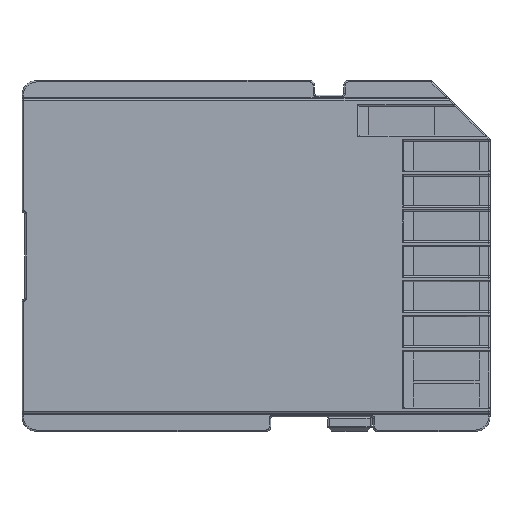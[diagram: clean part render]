
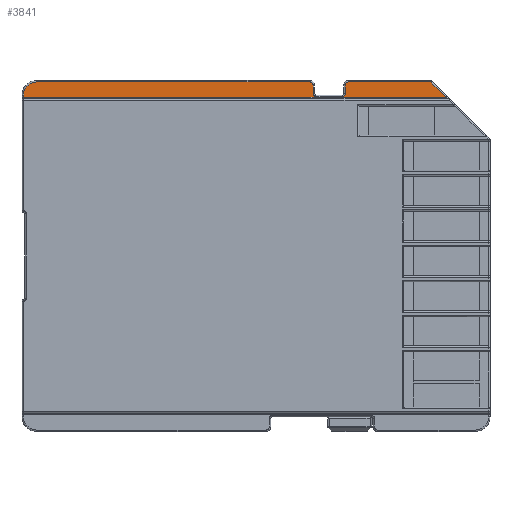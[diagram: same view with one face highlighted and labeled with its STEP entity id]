
A CAD part, front view. The second image highlights one B-rep face of the part: STEP entity #3841.
In plain terms, the highlighted planar face has unit normal (0, -1, 0).
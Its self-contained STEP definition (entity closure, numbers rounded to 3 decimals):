
#49 = CARTESIAN_POINT ( 'NONE',  ( 0.1, 0.7, -1. ) ) ;
#87 = ORIENTED_EDGE ( 'NONE', *, *, #7278, .T. ) ;
#134 = CIRCLE ( 'NONE', #7694, 0.2 ) ;
#181 = VERTEX_POINT ( 'NONE', #3286 ) ;
#206 = CARTESIAN_POINT ( 'NONE',  ( 22.1, 0.7, -1. ) ) ;
#360 = CARTESIAN_POINT ( 'NONE',  ( 19.9, 0.7, -0.3 ) ) ;
#403 = ORIENTED_EDGE ( 'NONE', *, *, #4501, .T. ) ;
#466 = DIRECTION ( 'NONE',  ( 0., 0., -1. ) ) ;
#603 = PLANE ( 'NONE',  #3232 ) ;
#610 = CARTESIAN_POINT ( 'NONE',  ( 20.1, 0.7, -0.9 ) ) ;
#716 = CARTESIAN_POINT ( 'NONE',  ( 19.7, 0.7, -0.1 ) ) ;
#854 = ORIENTED_EDGE ( 'NONE', *, *, #6232, .T. ) ;
#938 = DIRECTION ( 'NONE',  ( 0., -1., 0. ) ) ;
#993 = VERTEX_POINT ( 'NONE', #7143 ) ;
#1114 = DIRECTION ( 'NONE',  ( 0., -1., 0. ) ) ;
#1117 = ORIENTED_EDGE ( 'NONE', *, *, #8608, .F. ) ;
#1227 = CIRCLE ( 'NONE', #7021, 0.2 ) ;
#1234 = DIRECTION ( 'NONE',  ( -1., 0., 0. ) ) ;
#1294 = DIRECTION ( 'NONE',  ( 0., 0., -1. ) ) ;
#1322 = ORIENTED_EDGE ( 'NONE', *, *, #4632, .T. ) ;
#1617 = VERTEX_POINT ( 'NONE', #8054 ) ;
#1657 = CIRCLE ( 'NONE', #5680, 0.2 ) ;
#1705 = ORIENTED_EDGE ( 'NONE', *, *, #6461, .T. ) ;
#1817 = EDGE_LOOP ( 'NONE', ( #1117, #7796, #5459, #4997, #854, #87, #1705, #4336, #5046, #403, #1322, #2442, #4352 ) ) ;
#1883 = VERTEX_POINT ( 'NONE', #49 ) ;
#1986 = DIRECTION ( 'NONE',  ( 0., -1., 0. ) ) ;
#2148 = DIRECTION ( 'NONE',  ( 0., -1., 0. ) ) ;
#2195 = VECTOR ( 'NONE', #1234, 1000. ) ;
#2442 = ORIENTED_EDGE ( 'NONE', *, *, #4273, .F. ) ;
#2491 = CARTESIAN_POINT ( 'NONE',  ( 22.3, 0.7, -0.1 ) ) ;
#2541 = VERTEX_POINT ( 'NONE', #2940 ) ;
#2600 = CARTESIAN_POINT ( 'NONE',  ( 0., 0.7, -1.15 ) ) ;
#2940 = CARTESIAN_POINT ( 'NONE',  ( 29.009, 0.7, -1.15 ) ) ;
#3012 = CARTESIAN_POINT ( 'NONE',  ( 22.3, 0.7, -0.1 ) ) ;
#3040 = VERTEX_POINT ( 'NONE', #3676 ) ;
#3047 = VERTEX_POINT ( 'NONE', #4388 ) ;
#3122 = VERTEX_POINT ( 'NONE', #6633 ) ;
#3150 = CARTESIAN_POINT ( 'NONE',  ( 27.959, 0.7, -0.1 ) ) ;
#3232 = AXIS2_PLACEMENT_3D ( 'NONE', #6144, #1986, #6827 ) ;
#3286 = CARTESIAN_POINT ( 'NONE',  ( 22.1, 0.7, -0.3 ) ) ;
#3288 = LINE ( 'NONE', #2600, #6539 ) ;
#3416 = VECTOR ( 'NONE', #5363, 1000. ) ;
#3446 = CIRCLE ( 'NONE', #8428, 0.2 ) ;
#3575 = DIRECTION ( 'NONE',  ( -0.707, 0., 0.707 ) ) ;
#3624 = CARTESIAN_POINT ( 'NONE',  ( 0.1, 0.7, -1.25 ) ) ;
#3635 = DIRECTION ( 'NONE',  ( 0., 0., -1. ) ) ;
#3676 = CARTESIAN_POINT ( 'NONE',  ( 21.9, 0.7, -1.1 ) ) ;
#3841 = ADVANCED_FACE ( 'NONE', ( #5249 ), #603, .T. ) ;
#3922 = CARTESIAN_POINT ( 'NONE',  ( 20., 0.7, -1.1 ) ) ;
#4273 = EDGE_CURVE ( 'NONE', #3040, #4660, #134, .T. ) ;
#4336 = ORIENTED_EDGE ( 'NONE', *, *, #6137, .T. ) ;
#4352 = ORIENTED_EDGE ( 'NONE', *, *, #4872, .T. ) ;
#4386 = CARTESIAN_POINT ( 'NONE',  ( 22.1, 0.7, -0.9 ) ) ;
#4388 = CARTESIAN_POINT ( 'NONE',  ( 1., 0.7, -0.1 ) ) ;
#4501 = EDGE_CURVE ( 'NONE', #8374, #181, #1657, .T. ) ;
#4612 = DIRECTION ( 'NONE',  ( 0., -1., 0. ) ) ;
#4632 = EDGE_CURVE ( 'NONE', #181, #4660, #7004, .T. ) ;
#4660 = VERTEX_POINT ( 'NONE', #4386 ) ;
#4765 = VERTEX_POINT ( 'NONE', #8655 ) ;
#4872 = EDGE_CURVE ( 'NONE', #3040, #3122, #5280, .T. ) ;
#4997 = ORIENTED_EDGE ( 'NONE', *, *, #7031, .T. ) ;
#5033 = CIRCLE ( 'NONE', #6617, 0.9 ) ;
#5046 = ORIENTED_EDGE ( 'NONE', *, *, #5783, .T. ) ;
#5084 = CARTESIAN_POINT ( 'NONE',  ( 1., 0.7, -1. ) ) ;
#5170 = VECTOR ( 'NONE', #3635, 1000. ) ;
#5249 = FACE_OUTER_BOUND ( 'NONE', #1817, .T. ) ;
#5269 = CARTESIAN_POINT ( 'NONE',  ( 19.7, 0.7, -0.3 ) ) ;
#5280 = LINE ( 'NONE', #3922, #3416 ) ;
#5284 = DIRECTION ( 'NONE',  ( -1., 0., 0. ) ) ;
#5363 = DIRECTION ( 'NONE',  ( -1., 0., 0. ) ) ;
#5451 = DIRECTION ( 'NONE',  ( 0., -1., 0. ) ) ;
#5459 = ORIENTED_EDGE ( 'NONE', *, *, #6918, .T. ) ;
#5479 = VECTOR ( 'NONE', #5284, 1000. ) ;
#5680 = AXIS2_PLACEMENT_3D ( 'NONE', #6293, #2148, #6990 ) ;
#5685 = VECTOR ( 'NONE', #3575, 1000. ) ;
#5758 = VERTEX_POINT ( 'NONE', #3150 ) ;
#5783 = EDGE_CURVE ( 'NONE', #5758, #8374, #8965, .T. ) ;
#5786 = DIRECTION ( 'NONE',  ( 0., 0., -1. ) ) ;
#5966 = DIRECTION ( 'NONE',  ( 0., 0., -1. ) ) ;
#6089 = CARTESIAN_POINT ( 'NONE',  ( 1., 0.7, -0.1 ) ) ;
#6137 = EDGE_CURVE ( 'NONE', #2541, #5758, #7530, .T. ) ;
#6144 = CARTESIAN_POINT ( 'NONE',  ( 0., 0.7, 0. ) ) ;
#6232 = EDGE_CURVE ( 'NONE', #3047, #1883, #5033, .T. ) ;
#6293 = CARTESIAN_POINT ( 'NONE',  ( 22.3, 0.7, -0.3 ) ) ;
#6325 = CARTESIAN_POINT ( 'NONE',  ( 27.929, 0.7, -0.071 ) ) ;
#6330 = EDGE_CURVE ( 'NONE', #993, #1617, #8063, .T. ) ;
#6461 = EDGE_CURVE ( 'NONE', #4765, #2541, #3288, .T. ) ;
#6539 = VECTOR ( 'NONE', #8864, 1000. ) ;
#6617 = AXIS2_PLACEMENT_3D ( 'NONE', #5084, #938, #5786 ) ;
#6633 = CARTESIAN_POINT ( 'NONE',  ( 20.1, 0.7, -1.1 ) ) ;
#6827 = DIRECTION ( 'NONE',  ( 0., 0., -1. ) ) ;
#6918 = EDGE_CURVE ( 'NONE', #1617, #7155, #1227, .T. ) ;
#6956 = VECTOR ( 'NONE', #8495, 1000. ) ;
#6990 = DIRECTION ( 'NONE',  ( 0., 0., -1. ) ) ;
#7004 = LINE ( 'NONE', #206, #5170 ) ;
#7021 = AXIS2_PLACEMENT_3D ( 'NONE', #5269, #1114, #5966 ) ;
#7031 = EDGE_CURVE ( 'NONE', #7155, #3047, #7513, .T. ) ;
#7143 = CARTESIAN_POINT ( 'NONE',  ( 19.9, 0.7, -0.9 ) ) ;
#7155 = VERTEX_POINT ( 'NONE', #716 ) ;
#7169 = LINE ( 'NONE', #3624, #6956 ) ;
#7278 = EDGE_CURVE ( 'NONE', #1883, #4765, #7169, .T. ) ;
#7298 = DIRECTION ( 'NONE',  ( 0., 0., 1. ) ) ;
#7513 = LINE ( 'NONE', #6089, #2195 ) ;
#7530 = LINE ( 'NONE', #6325, #5685 ) ;
#7694 = AXIS2_PLACEMENT_3D ( 'NONE', #8777, #4612, #466 ) ;
#7796 = ORIENTED_EDGE ( 'NONE', *, *, #6330, .T. ) ;
#7833 = VECTOR ( 'NONE', #7298, 1000. ) ;
#8054 = CARTESIAN_POINT ( 'NONE',  ( 19.9, 0.7, -0.3 ) ) ;
#8063 = LINE ( 'NONE', #360, #7833 ) ;
#8374 = VERTEX_POINT ( 'NONE', #3012 ) ;
#8428 = AXIS2_PLACEMENT_3D ( 'NONE', #610, #5451, #1294 ) ;
#8495 = DIRECTION ( 'NONE',  ( 0., 0., -1. ) ) ;
#8608 = EDGE_CURVE ( 'NONE', #993, #3122, #3446, .T. ) ;
#8655 = CARTESIAN_POINT ( 'NONE',  ( 0.1, 0.7, -1.15 ) ) ;
#8777 = CARTESIAN_POINT ( 'NONE',  ( 21.9, 0.7, -0.9 ) ) ;
#8864 = DIRECTION ( 'NONE',  ( 1., 0., 0. ) ) ;
#8965 = LINE ( 'NONE', #2491, #5479 ) ;
